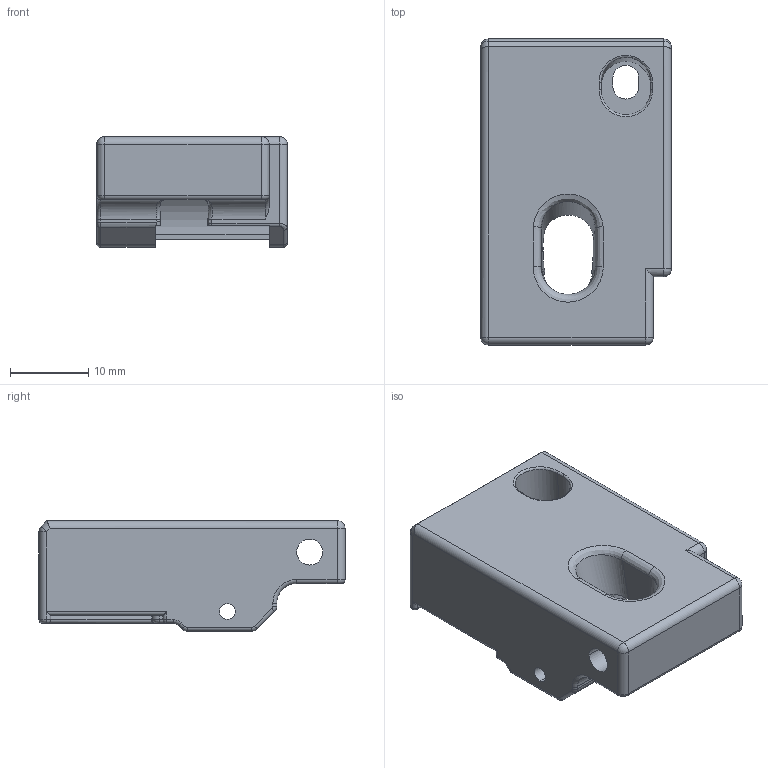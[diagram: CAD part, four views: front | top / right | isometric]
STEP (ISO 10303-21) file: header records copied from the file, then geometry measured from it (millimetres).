
FILE_DESCRIPTION (( 'STEP AP214' ), '1' );
FILE_NAME ('B_Idler.STEP', '2024-10-12T22:37:53', ( '' ), ( '' ), 'SwSTEP 2.0', 'SolidWorks 2024', '' );
FILE_SCHEMA (( 'AUTOMOTIVE_DESIGN' ));
Length unit declared in the file: millimetre
Products named in the file (1): B_Idler
Bounding box: 24.3 x 39 x 14.08 mm (x, y, z)
Volume: 8875.7 mm3; surface area: 4140.8 mm2
Topology: 1 solids, 1 shells, 149 faces, 374 edges, 222 vertices
Faces by surface type: cylinder 64, plane 39, bspline 20, torus 18, sphere 8
Entity records: 5855 total; most frequent: CARTESIAN_POINT 2404, ORIENTED_EDGE 734, DIRECTION 707, EDGE_CURVE 367, AXIS2_PLACEMENT_3D 274, VERTEX_POINT 222, EDGE_LOOP 161, VECTOR 159
